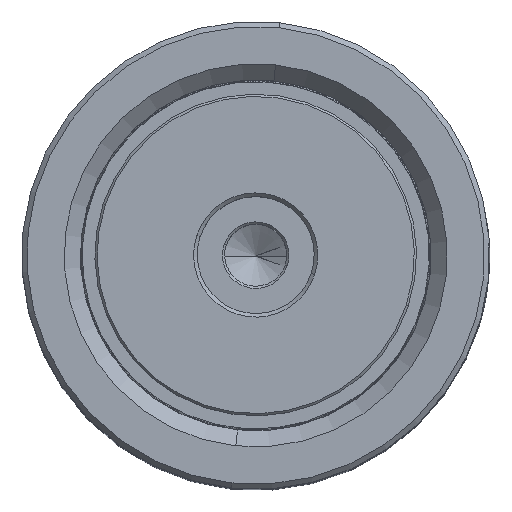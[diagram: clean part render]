
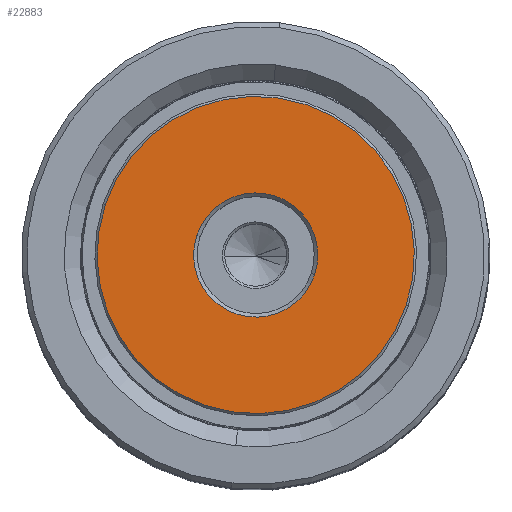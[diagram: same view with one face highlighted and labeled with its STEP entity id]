
A CAD part, top view. The second image highlights one B-rep face of the part: STEP entity #22883.
In plain terms, the highlighted face is planar.
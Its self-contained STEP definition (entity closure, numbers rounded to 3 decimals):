
#18 = CIRCLE ( 'NONE', #10525, 21.7 ) ;
#3113 = VERTEX_POINT ( 'NONE', #46355 ) ;
#3524 = DIRECTION ( 'NONE',  ( 0., 0., -1. ) ) ;
#3683 = CARTESIAN_POINT ( 'NONE',  ( 0., 0., 0. ) ) ;
#3691 = DIRECTION ( 'NONE',  ( 0., 0., 1. ) ) ;
#5351 = ORIENTED_EDGE ( 'NONE', *, *, #19301, .T. ) ;
#5642 = DIRECTION ( 'NONE',  ( 0., 0., 1. ) ) ;
#5831 = CIRCLE ( 'NONE', #22059, 8.5 ) ;
#6869 = CARTESIAN_POINT ( 'NONE',  ( -8.5, 0., 0. ) ) ;
#7105 = EDGE_CURVE ( 'NONE', #11645, #15877, #18, .T. ) ;
#10177 = DIRECTION ( 'NONE',  ( 1., 0., 0. ) ) ;
#10525 = AXIS2_PLACEMENT_3D ( 'NONE', #31505, #3524, #48480 ) ;
#11645 = VERTEX_POINT ( 'NONE', #34297 ) ;
#15877 = VERTEX_POINT ( 'NONE', #44378 ) ;
#16177 = CIRCLE ( 'NONE', #46531, 8.5 ) ;
#17988 = VERTEX_POINT ( 'NONE', #6869 ) ;
#18714 = ORIENTED_EDGE ( 'NONE', *, *, #56380, .T. ) ;
#18735 = DIRECTION ( 'NONE',  ( 0., 0., 1. ) ) ;
#19301 = EDGE_CURVE ( 'NONE', #15877, #11645, #21002, .T. ) ;
#19638 = AXIS2_PLACEMENT_3D ( 'NONE', #3683, #59707, #60081 ) ;
#21002 = CIRCLE ( 'NONE', #19638, 21.7 ) ;
#22059 = AXIS2_PLACEMENT_3D ( 'NONE', #32994, #18735, #28083 ) ;
#22883 = ADVANCED_FACE ( 'NONE', ( #37656, #59451 ), #33806, .F. ) ;
#25228 = ORIENTED_EDGE ( 'NONE', *, *, #7105, .T. ) ;
#28083 = DIRECTION ( 'NONE',  ( 1., 0., 0. ) ) ;
#31505 = CARTESIAN_POINT ( 'NONE',  ( 0., 0., 0. ) ) ;
#32994 = CARTESIAN_POINT ( 'NONE',  ( 0., 0., 0. ) ) ;
#33806 = PLANE ( 'NONE',  #50832 ) ;
#34297 = CARTESIAN_POINT ( 'NONE',  ( -21.7, 0., 0. ) ) ;
#36696 = CARTESIAN_POINT ( 'NONE',  ( 0., 0., 0. ) ) ;
#37656 = FACE_OUTER_BOUND ( 'NONE', #59826, .T. ) ;
#41375 = DIRECTION ( 'NONE',  ( 1., 0., 0. ) ) ;
#42299 = EDGE_LOOP ( 'NONE', ( #18714, #57450 ) ) ;
#44378 = CARTESIAN_POINT ( 'NONE',  ( 21.7, 0., 0. ) ) ;
#46355 = CARTESIAN_POINT ( 'NONE',  ( 8.5, 0., 0. ) ) ;
#46531 = AXIS2_PLACEMENT_3D ( 'NONE', #36696, #3691, #41375 ) ;
#47432 = CARTESIAN_POINT ( 'NONE',  ( 0., 0., 0. ) ) ;
#48480 = DIRECTION ( 'NONE',  ( 1., 0., 0. ) ) ;
#50832 = AXIS2_PLACEMENT_3D ( 'NONE', #47432, #5642, #10177 ) ;
#56380 = EDGE_CURVE ( 'NONE', #17988, #3113, #16177, .T. ) ;
#57450 = ORIENTED_EDGE ( 'NONE', *, *, #58942, .T. ) ;
#58942 = EDGE_CURVE ( 'NONE', #3113, #17988, #5831, .T. ) ;
#59451 = FACE_BOUND ( 'NONE', #42299, .T. ) ;
#59707 = DIRECTION ( 'NONE',  ( 0., 0., -1. ) ) ;
#59826 = EDGE_LOOP ( 'NONE', ( #5351, #25228 ) ) ;
#60081 = DIRECTION ( 'NONE',  ( 1., 0., 0. ) ) ;
